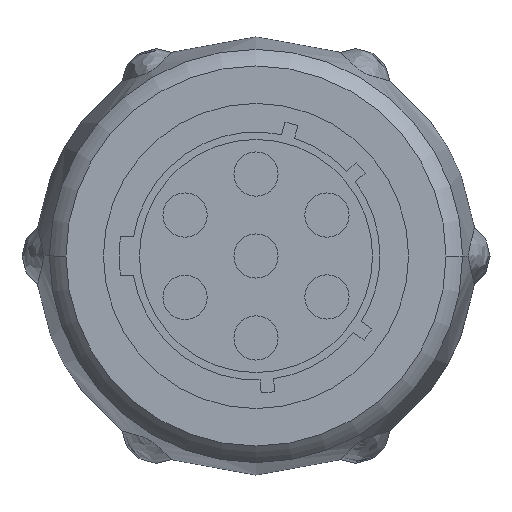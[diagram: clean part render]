
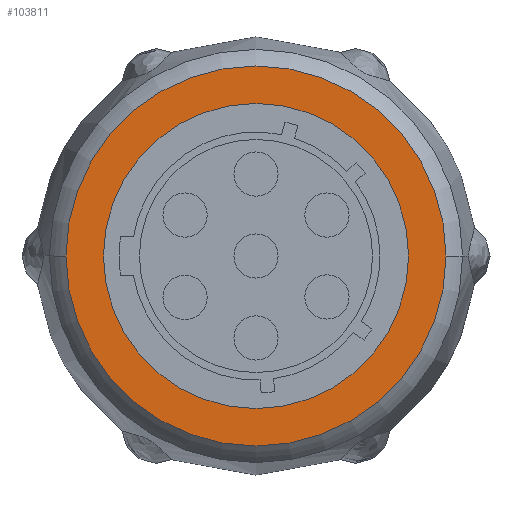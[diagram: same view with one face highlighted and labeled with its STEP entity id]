
A CAD part, left-side view. The second image highlights one B-rep face of the part: STEP entity #103811.
In plain terms, the highlighted face is planar.
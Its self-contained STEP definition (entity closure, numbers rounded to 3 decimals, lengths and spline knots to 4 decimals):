
#100814=CARTESIAN_POINT('',(0.,0.,0.9449));
#100815=DIRECTION('',(0.,0.,-1.));
#100816=DIRECTION('',(0.,-1.,0.));
#100817=AXIS2_PLACEMENT_3D('',#100814,#100815,#100816);
#100819=CARTESIAN_POINT('',(0.,0.,0.9449));
#100820=DIRECTION('',(0.,0.,-1.));
#100821=DIRECTION('',(0.,1.,0.));
#100822=AXIS2_PLACEMENT_3D('',#100819,#100820,#100821);
#100824=CARTESIAN_POINT('',(0.,0.,0.9449));
#100825=DIRECTION('',(0.,0.,1.));
#100826=DIRECTION('',(0.,-1.,0.));
#100827=AXIS2_PLACEMENT_3D('',#100824,#100825,#100826);
#100829=CARTESIAN_POINT('',(0.,0.,0.9449));
#100830=DIRECTION('',(0.,0.,1.));
#100831=DIRECTION('',(0.,1.,0.));
#100832=AXIS2_PLACEMENT_3D('',#100829,#100830,#100831);
#102816=CARTESIAN_POINT('',(0.,0.5514,0.9449));
#102817=VERTEX_POINT('',#102816);
#102818=CARTESIAN_POINT('',(0.,-0.5514,0.9449));
#102819=VERTEX_POINT('',#102818);
#102820=CARTESIAN_POINT('',(0.,-0.4427,0.9449));
#102821=CARTESIAN_POINT('',(0.,0.4427,0.9449));
#102822=VERTEX_POINT('',#102820);
#102823=VERTEX_POINT('',#102821);
#103796=CARTESIAN_POINT('',(0.,0.,0.9449));
#103797=DIRECTION('',(0.,0.,-1.));
#103798=DIRECTION('',(0.,-1.,0.));
#103799=AXIS2_PLACEMENT_3D('',#103796,#103797,#103798);
#103800=PLANE('',#103799);
#103801=ORIENTED_EDGE('',*,*,#103789,.T.);
#103802=ORIENTED_EDGE('',*,*,#103778,.T.);
#103803=EDGE_LOOP('',(#103801,#103802));
#103804=FACE_OUTER_BOUND('',#103803,.F.);
#103806=ORIENTED_EDGE('',*,*,#103805,.T.);
#103808=ORIENTED_EDGE('',*,*,#103807,.T.);
#103809=EDGE_LOOP('',(#103806,#103808));
#103810=FACE_BOUND('',#103809,.F.);
#103811=ADVANCED_FACE('',(#103804,#103810),#103800,.F.);
#100818=CIRCLE('',#100817,0.5514);
#100823=CIRCLE('',#100822,0.5514);
#100828=CIRCLE('',#100827,0.4427);
#100833=CIRCLE('',#100832,0.4427);
#103778=EDGE_CURVE('',#102817,#102819,#100823,.T.);
#103789=EDGE_CURVE('',#102819,#102817,#100818,.T.);
#103805=EDGE_CURVE('',#102822,#102823,#100828,.T.);
#103807=EDGE_CURVE('',#102823,#102822,#100833,.T.);
